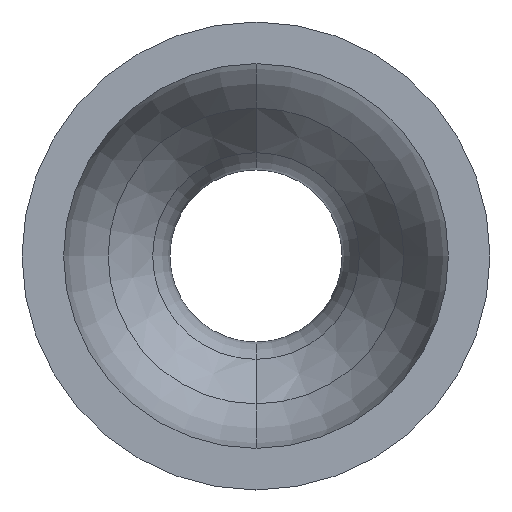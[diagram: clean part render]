
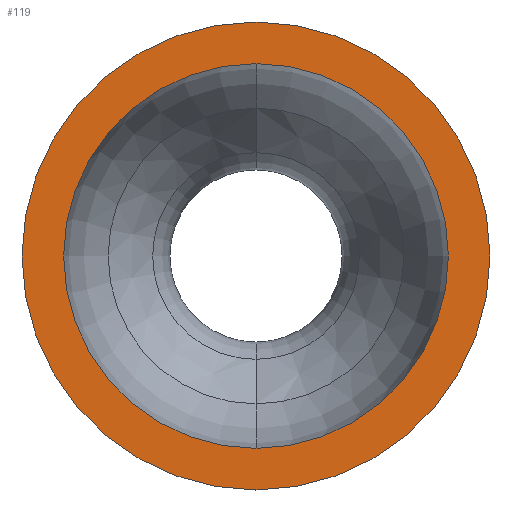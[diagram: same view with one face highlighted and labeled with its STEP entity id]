
A CAD part, left-side view. The second image highlights one B-rep face of the part: STEP entity #119.
In plain terms, the highlighted planar face has unit normal (-1, 0, 0).
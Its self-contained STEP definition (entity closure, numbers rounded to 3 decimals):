
#10 = CARTESIAN_POINT ( 'NONE',  ( 0., 0., 67.501 ) ) ;
#18 = ORIENTED_EDGE ( 'NONE', *, *, #736, .T. ) ;
#37 = AXIS2_PLACEMENT_3D ( 'NONE', #43, #533, #528 ) ;
#43 = CARTESIAN_POINT ( 'NONE',  ( 0., 67.501, 0. ) ) ;
#58 = DIRECTION ( 'NONE',  ( -1., 0., 0. ) ) ;
#119 = ADVANCED_FACE ( 'NONE', ( #470, #717 ), #712, .F. ) ;
#130 = AXIS2_PLACEMENT_3D ( 'NONE', #421, #240, #429 ) ;
#160 = DIRECTION ( 'NONE',  ( -1., 0., 0. ) ) ;
#198 = DIRECTION ( 'NONE',  ( 0., 0., 1. ) ) ;
#231 = EDGE_CURVE ( 'NONE', #617, #296, #724, .T. ) ;
#240 = DIRECTION ( 'NONE',  ( -1., 0., 0. ) ) ;
#245 = CARTESIAN_POINT ( 'NONE',  ( 0., 0., 0. ) ) ;
#250 = DIRECTION ( 'NONE',  ( -1., 0., 0. ) ) ;
#267 = DIRECTION ( 'NONE',  ( 0., 0., 1. ) ) ;
#282 = CARTESIAN_POINT ( 'NONE',  ( 0., 0., 0. ) ) ;
#296 = VERTEX_POINT ( 'NONE', #586 ) ;
#354 = ORIENTED_EDGE ( 'NONE', *, *, #542, .F. ) ;
#355 = AXIS2_PLACEMENT_3D ( 'NONE', #679, #250, #198 ) ;
#400 = EDGE_LOOP ( 'NONE', ( #426, #354 ) ) ;
#408 = EDGE_LOOP ( 'NONE', ( #18, #709 ) ) ;
#419 = AXIS2_PLACEMENT_3D ( 'NONE', #282, #160, #267 ) ;
#421 = CARTESIAN_POINT ( 'NONE',  ( 0., 0., 0. ) ) ;
#426 = ORIENTED_EDGE ( 'NONE', *, *, #231, .F. ) ;
#429 = DIRECTION ( 'NONE',  ( 0., 0., 1. ) ) ;
#454 = EDGE_CURVE ( 'NONE', #575, #649, #481, .T. ) ;
#470 = FACE_BOUND ( 'NONE', #400, .T. ) ;
#481 = CIRCLE ( 'NONE', #130, 67.501 ) ;
#492 = DIRECTION ( 'NONE',  ( 0., 0., 1. ) ) ;
#501 = CARTESIAN_POINT ( 'NONE',  ( 0., 0., 55.501 ) ) ;
#508 = CARTESIAN_POINT ( 'NONE',  ( 0., 0., -67.501 ) ) ;
#528 = DIRECTION ( 'NONE',  ( 0., 0., -1. ) ) ;
#533 = DIRECTION ( 'NONE',  ( 1., 0., 0. ) ) ;
#542 = EDGE_CURVE ( 'NONE', #296, #617, #722, .T. ) ;
#565 = AXIS2_PLACEMENT_3D ( 'NONE', #245, #58, #492 ) ;
#575 = VERTEX_POINT ( 'NONE', #508 ) ;
#586 = CARTESIAN_POINT ( 'NONE',  ( 0., 0., -55.501 ) ) ;
#617 = VERTEX_POINT ( 'NONE', #501 ) ;
#649 = VERTEX_POINT ( 'NONE', #10 ) ;
#679 = CARTESIAN_POINT ( 'NONE',  ( 0., 0., 0. ) ) ;
#709 = ORIENTED_EDGE ( 'NONE', *, *, #454, .T. ) ;
#712 = PLANE ( 'NONE',  #37 ) ;
#717 = FACE_OUTER_BOUND ( 'NONE', #408, .T. ) ;
#722 = CIRCLE ( 'NONE', #565, 55.501 ) ;
#724 = CIRCLE ( 'NONE', #419, 55.501 ) ;
#736 = EDGE_CURVE ( 'NONE', #649, #575, #772, .T. ) ;
#772 = CIRCLE ( 'NONE', #355, 67.501 ) ;
